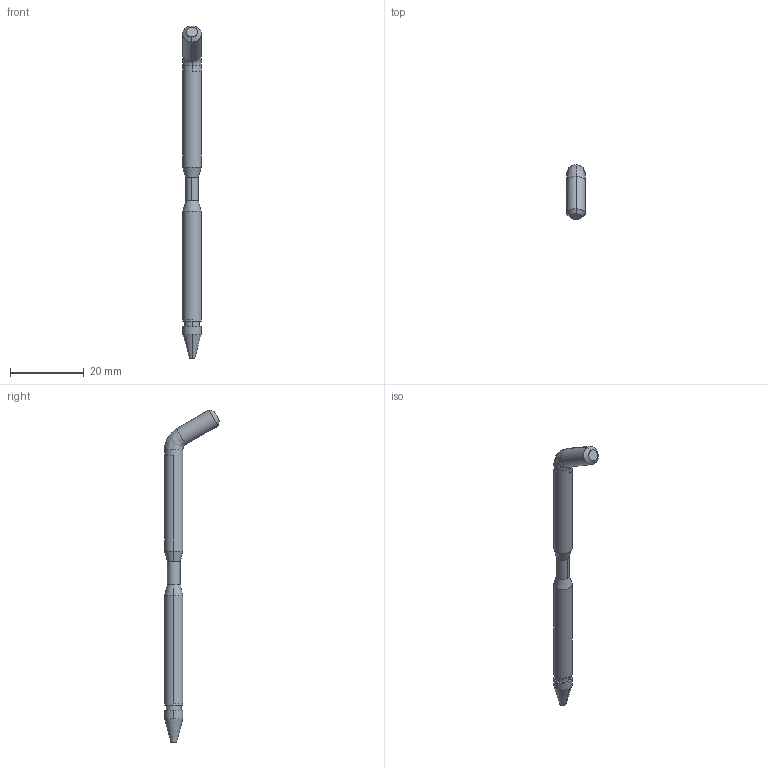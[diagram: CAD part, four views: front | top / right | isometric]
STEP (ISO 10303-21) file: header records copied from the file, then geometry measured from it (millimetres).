
FILE_DESCRIPTION (( 'STEP AP214' ), '1' );
FILE_NAME ('SCE-101226.STEP', '2021-01-13T13:39:15', ( '' ), ( '' ), 'SwSTEP 2.0', 'SolidWorks 2019', '' );
FILE_SCHEMA (( 'AUTOMOTIVE_DESIGN' ));
Length unit declared in the file: inch
Products named in the file (1): SCE-101226
Bounding box: 4.98 x 14.84 x 89.85 mm (x, y, z)
Volume: 1663.7 mm3; surface area: 1425.7 mm2
Topology: 1 solids, 1 shells, 26 faces, 81 edges, 59 vertices
Faces by surface type: cylinder 12, cone 8, plane 4, bspline 2
Entity records: 1103 total; most frequent: CARTESIAN_POINT 373, ORIENTED_EDGE 162, DIRECTION 125, EDGE_CURVE 81, VERTEX_POINT 59, AXIS2_PLACEMENT_3D 53, B_SPLINE_CURVE_WITH_KNOTS 34, EDGE_LOOP 28
